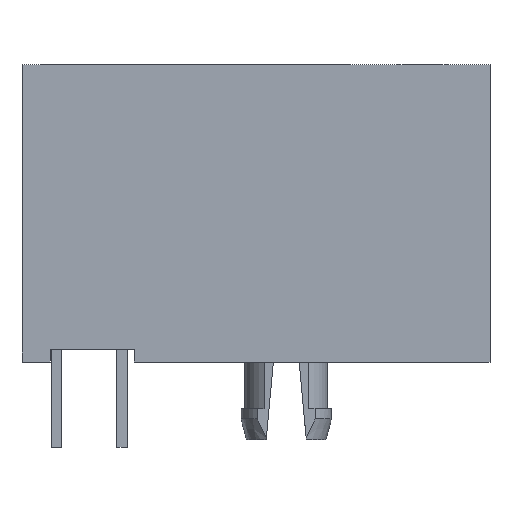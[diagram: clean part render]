
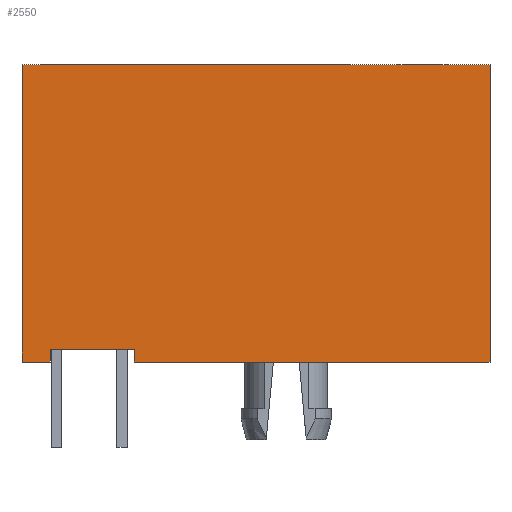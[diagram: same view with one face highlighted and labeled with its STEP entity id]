
A CAD part, left-side view. The second image highlights one B-rep face of the part: STEP entity #2550.
In plain terms, the highlighted planar face has unit normal (-1, 0, 0).
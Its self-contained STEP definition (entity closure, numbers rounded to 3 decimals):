
#387 = VERTEX_POINT('',#388);
#388 = CARTESIAN_POINT('',(-3.405,-3.05,0.5));
#394 = EDGE_CURVE('',#395,#387,#397,.T.);
#395 = VERTEX_POINT('',#396);
#396 = CARTESIAN_POINT('',(-3.405,0.2,0.5));
#397 = LINE('',#398,#399);
#398 = CARTESIAN_POINT('',(-3.405,0.2,0.5));
#399 = VECTOR('',#400,1.);
#400 = DIRECTION('',(0.,-1.,0.));
#743 = VERTEX_POINT('',#744);
#744 = CARTESIAN_POINT('',(-3.405,-3.05,0.));
#821 = VERTEX_POINT('',#822);
#822 = CARTESIAN_POINT('',(-3.405,-16.8,0.));
#828 = EDGE_CURVE('',#821,#743,#829,.T.);
#829 = LINE('',#830,#831);
#830 = CARTESIAN_POINT('',(-3.405,-16.8,0.));
#831 = VECTOR('',#832,1.);
#832 = DIRECTION('',(0.,1.,0.));
#1315 = VERTEX_POINT('',#1316);
#1316 = CARTESIAN_POINT('',(-3.405,1.3,11.5));
#1331 = VERTEX_POINT('',#1332);
#1332 = CARTESIAN_POINT('',(-3.405,1.3,0.));
#1338 = EDGE_CURVE('',#1315,#1331,#1339,.T.);
#1339 = LINE('',#1340,#1341);
#1340 = CARTESIAN_POINT('',(-3.405,1.3,5.75));
#1341 = VECTOR('',#1342,1.);
#1342 = DIRECTION('',(0.,0.,-1.));
#1769 = VERTEX_POINT('',#1770);
#1770 = CARTESIAN_POINT('',(-3.405,-16.8,11.5));
#1783 = EDGE_CURVE('',#1315,#1769,#1784,.T.);
#1784 = LINE('',#1785,#1786);
#1785 = CARTESIAN_POINT('',(-3.405,-16.8,11.5));
#1786 = VECTOR('',#1787,1.);
#1787 = DIRECTION('',(0.,-1.,0.));
#1844 = EDGE_CURVE('',#1769,#821,#1845,.T.);
#1845 = LINE('',#1846,#1847);
#1846 = CARTESIAN_POINT('',(-3.405,-16.8,5.75));
#1847 = VECTOR('',#1848,1.);
#1848 = DIRECTION('',(0.,0.,-1.));
#1861 = VERTEX_POINT('',#1862);
#1862 = CARTESIAN_POINT('',(-3.405,0.2,0.));
#1870 = EDGE_CURVE('',#1861,#1331,#1871,.T.);
#1871 = LINE('',#1872,#1873);
#1872 = CARTESIAN_POINT('',(-3.405,-16.8,0.));
#1873 = VECTOR('',#1874,1.);
#1874 = DIRECTION('',(0.,1.,0.));
#2550 = ADVANCED_FACE('',(#2551),#2571,.T.);
#2551 = FACE_BOUND('',#2552,.T.);
#2552 = EDGE_LOOP('',(#2553,#2559,#2560,#2561,#2562,#2563,#2564,#2570));
#2553 = ORIENTED_EDGE('',*,*,#2554,.T.);
#2554 = EDGE_CURVE('',#387,#743,#2555,.T.);
#2555 = LINE('',#2556,#2557);
#2556 = CARTESIAN_POINT('',(-3.405,-3.05,0.5));
#2557 = VECTOR('',#2558,1.);
#2558 = DIRECTION('',(0.,0.,-1.));
#2559 = ORIENTED_EDGE('',*,*,#828,.F.);
#2560 = ORIENTED_EDGE('',*,*,#1844,.F.);
#2561 = ORIENTED_EDGE('',*,*,#1783,.F.);
#2562 = ORIENTED_EDGE('',*,*,#1338,.T.);
#2563 = ORIENTED_EDGE('',*,*,#1870,.F.);
#2564 = ORIENTED_EDGE('',*,*,#2565,.T.);
#2565 = EDGE_CURVE('',#1861,#395,#2566,.T.);
#2566 = LINE('',#2567,#2568);
#2567 = CARTESIAN_POINT('',(-3.405,0.2,0.));
#2568 = VECTOR('',#2569,1.);
#2569 = DIRECTION('',(0.,0.,1.));
#2570 = ORIENTED_EDGE('',*,*,#394,.T.);
#2571 = PLANE('',#2572);
#2572 = AXIS2_PLACEMENT_3D('',#2573,#2574,#2575);
#2573 = CARTESIAN_POINT('',(-3.405,-16.8,11.5));
#2574 = DIRECTION('',(-1.,0.,0.));
#2575 = DIRECTION('',(0.,-1.,0.));
